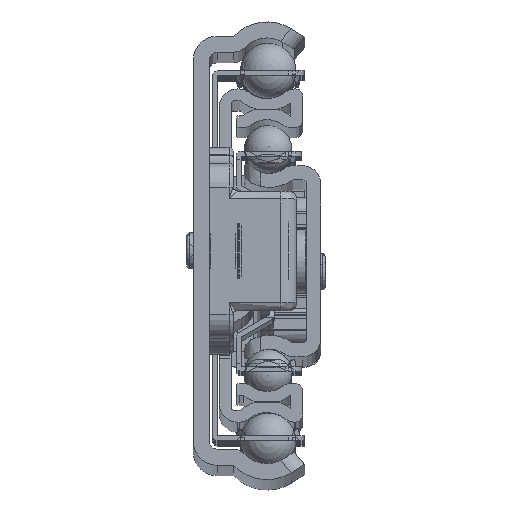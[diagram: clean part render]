
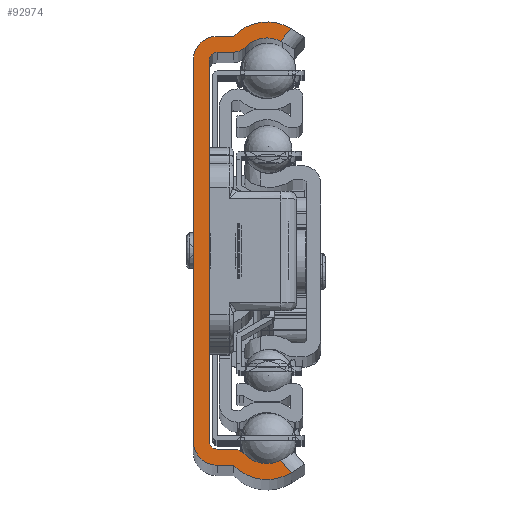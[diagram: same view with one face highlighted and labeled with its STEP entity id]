
A CAD part, top view. The second image highlights one B-rep face of the part: STEP entity #92974.
In plain terms, the highlighted planar face has unit normal (0, 0, 1).
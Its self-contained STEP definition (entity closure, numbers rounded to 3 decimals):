
#5807=PLANE('',#98287);
#8439=LINE('',#132122,#15253);
#8461=LINE('',#132210,#15275);
#8469=LINE('',#132256,#15283);
#8480=LINE('',#132316,#15294);
#8484=LINE('',#132328,#15298);
#8488=LINE('',#132340,#15302);
#8493=LINE('',#132357,#15307);
#8497=LINE('',#132371,#15311);
#15253=VECTOR('',#107568,10.);
#15275=VECTOR('',#107656,10.);
#15283=VECTOR('',#107686,10.);
#15294=VECTOR('',#107733,10.);
#15298=VECTOR('',#107745,10.);
#15302=VECTOR('',#107757,10.);
#15307=VECTOR('',#107778,10.);
#15311=VECTOR('',#107796,10.);
#23114=FACE_OUTER_BOUND('',#27867,.T.);
#27867=EDGE_LOOP('',(#62237,#62238,#62239,#62240,#62241,#62242,#62243,#62244,
#62245,#62246,#62247,#62248,#62249,#62250,#62251,#62252,#62253,#62254));
#32801=CIRCLE('',#98239,5.8);
#32803=CIRCLE('',#98248,3.8);
#32804=CIRCLE('',#98258,3.8);
#32806=CIRCLE('',#98261,2.);
#32808=CIRCLE('',#98265,1.);
#32810=CIRCLE('',#98269,1.);
#32812=CIRCLE('',#98273,2.);
#32814=CIRCLE('',#98277,5.8);
#32816=CIRCLE('',#98281,3.);
#32818=CIRCLE('',#98284,3.);
#36647=VERTEX_POINT('',#132120);
#36648=VERTEX_POINT('',#132121);
#36676=VERTEX_POINT('',#132204);
#36677=VERTEX_POINT('',#132209);
#36684=VERTEX_POINT('',#132231);
#36691=VERTEX_POINT('',#132250);
#36692=VERTEX_POINT('',#132255);
#36696=VERTEX_POINT('',#132271);
#36703=VERTEX_POINT('',#132303);
#36705=VERTEX_POINT('',#132309);
#36707=VERTEX_POINT('',#132315);
#36709=VERTEX_POINT('',#132321);
#36711=VERTEX_POINT('',#132327);
#36713=VERTEX_POINT('',#132333);
#36715=VERTEX_POINT('',#132339);
#36717=VERTEX_POINT('',#132350);
#36719=VERTEX_POINT('',#132356);
#36721=VERTEX_POINT('',#132365);
#46609=EDGE_CURVE('',#36647,#36648,#8439,.T.);
#46652=EDGE_CURVE('',#36676,#36677,#8461,.T.);
#46661=EDGE_CURVE('',#36684,#36676,#32801,.T.);
#46670=EDGE_CURVE('',#36691,#36692,#8469,.T.);
#46676=EDGE_CURVE('',#36696,#36691,#32803,.T.);
#46688=EDGE_CURVE('',#36677,#36703,#32804,.T.);
#46691=EDGE_CURVE('',#36703,#36705,#32806,.T.);
#46694=EDGE_CURVE('',#36705,#36707,#8480,.T.);
#46697=EDGE_CURVE('',#36707,#36709,#32808,.T.);
#46700=EDGE_CURVE('',#36709,#36711,#8484,.T.);
#46703=EDGE_CURVE('',#36711,#36713,#32810,.T.);
#46706=EDGE_CURVE('',#36713,#36715,#8488,.T.);
#46709=EDGE_CURVE('',#36715,#36696,#32812,.T.);
#46712=EDGE_CURVE('',#36692,#36717,#32814,.T.);
#46715=EDGE_CURVE('',#36717,#36719,#8493,.T.);
#46718=EDGE_CURVE('',#36719,#36647,#32816,.T.);
#46720=EDGE_CURVE('',#36648,#36721,#32818,.T.);
#46723=EDGE_CURVE('',#36721,#36684,#8497,.T.);
#62237=ORIENTED_EDGE('',*,*,#46652,.F.);
#62238=ORIENTED_EDGE('',*,*,#46661,.F.);
#62239=ORIENTED_EDGE('',*,*,#46723,.F.);
#62240=ORIENTED_EDGE('',*,*,#46720,.F.);
#62241=ORIENTED_EDGE('',*,*,#46609,.F.);
#62242=ORIENTED_EDGE('',*,*,#46718,.F.);
#62243=ORIENTED_EDGE('',*,*,#46715,.F.);
#62244=ORIENTED_EDGE('',*,*,#46712,.F.);
#62245=ORIENTED_EDGE('',*,*,#46670,.F.);
#62246=ORIENTED_EDGE('',*,*,#46676,.F.);
#62247=ORIENTED_EDGE('',*,*,#46709,.F.);
#62248=ORIENTED_EDGE('',*,*,#46706,.F.);
#62249=ORIENTED_EDGE('',*,*,#46703,.F.);
#62250=ORIENTED_EDGE('',*,*,#46700,.F.);
#62251=ORIENTED_EDGE('',*,*,#46697,.F.);
#62252=ORIENTED_EDGE('',*,*,#46694,.F.);
#62253=ORIENTED_EDGE('',*,*,#46691,.F.);
#62254=ORIENTED_EDGE('',*,*,#46688,.F.);
#92974=ADVANCED_FACE('',(#23114),#5807,.T.);
#98239=AXIS2_PLACEMENT_3D('',#132233,#107668,#107669);
#98248=AXIS2_PLACEMENT_3D('',#132273,#107693,#107694);
#98258=AXIS2_PLACEMENT_3D('',#132304,#107719,#107720);
#98261=AXIS2_PLACEMENT_3D('',#132310,#107726,#107727);
#98265=AXIS2_PLACEMENT_3D('',#132322,#107738,#107739);
#98269=AXIS2_PLACEMENT_3D('',#132334,#107750,#107751);
#98273=AXIS2_PLACEMENT_3D('',#132345,#107762,#107763);
#98277=AXIS2_PLACEMENT_3D('',#132351,#107771,#107772);
#98281=AXIS2_PLACEMENT_3D('',#132362,#107783,#107784);
#98284=AXIS2_PLACEMENT_3D('',#132366,#107789,#107790);
#98287=AXIS2_PLACEMENT_3D('',#132373,#107798,#107799);
#107568=DIRECTION('',(0.,1.,0.));
#107656=DIRECTION('',(-0.653,-0.757,0.));
#107668=DIRECTION('center_axis',(0.,0.,-1.));
#107669=DIRECTION('ref_axis',(-0.525,-0.851,0.));
#107686=DIRECTION('',(0.653,-0.757,0.));
#107693=DIRECTION('center_axis',(0.,0.,1.));
#107694=DIRECTION('ref_axis',(-0.724,-0.69,0.));
#107719=DIRECTION('center_axis',(0.,0.,1.));
#107720=DIRECTION('ref_axis',(0.525,0.851,0.));
#107726=DIRECTION('center_axis',(0.,0.,-1.));
#107727=DIRECTION('ref_axis',(0.,1.,0.));
#107733=DIRECTION('',(-1.,0.,0.));
#107738=DIRECTION('center_axis',(0.,0.,1.));
#107739=DIRECTION('ref_axis',(0.,1.,0.));
#107745=DIRECTION('',(0.,-1.,0.));
#107750=DIRECTION('center_axis',(0.,0.,1.));
#107751=DIRECTION('ref_axis',(-1.,0.,0.));
#107757=DIRECTION('',(1.,0.,0.));
#107762=DIRECTION('center_axis',(0.,0.,-1.));
#107763=DIRECTION('ref_axis',(-0.724,-0.69,0.));
#107771=DIRECTION('center_axis',(0.,0.,-1.));
#107772=DIRECTION('ref_axis',(0.724,0.69,0.));
#107778=DIRECTION('',(-1.,0.,0.));
#107783=DIRECTION('center_axis',(0.,0.,-1.));
#107784=DIRECTION('ref_axis',(1.,0.,0.));
#107789=DIRECTION('center_axis',(0.,0.,-1.));
#107790=DIRECTION('ref_axis',(0.,-1.,0.));
#107796=DIRECTION('',(1.,0.,0.));
#107798=DIRECTION('center_axis',(0.,0.,1.));
#107799=DIRECTION('ref_axis',(1.,0.,0.));
#132120=CARTESIAN_POINT('',(-9.25,-23.9,750.));
#132121=CARTESIAN_POINT('',(-9.25,23.9,750.));
#132122=CARTESIAN_POINT('',(-9.25,-23.9,750.));
#132204=CARTESIAN_POINT('',(3.027,27.848,750.));
#132209=CARTESIAN_POINT('',(1.693,26.302,750.));
#132210=CARTESIAN_POINT('',(-5.642,17.798,750.));
#132231=CARTESIAN_POINT('',(-4.2,26.9,750.));
#132233=CARTESIAN_POINT('Origin',(0.,22.9,
750.));
#132250=CARTESIAN_POINT('',(1.693,-26.302,750.));
#132255=CARTESIAN_POINT('',(3.027,-27.848,750.));
#132256=CARTESIAN_POINT('',(-6.304,-17.031,750.));
#132271=CARTESIAN_POINT('',(-2.752,-25.521,750.));
#132273=CARTESIAN_POINT('Origin',(0.,-22.9,
750.));
#132303=CARTESIAN_POINT('',(-2.752,25.521,750.));
#132304=CARTESIAN_POINT('Origin',(0.,22.9,
750.));
#132309=CARTESIAN_POINT('',(-4.2,24.9,750.));
#132310=CARTESIAN_POINT('Origin',(-4.2,26.9,750.));
#132315=CARTESIAN_POINT('',(-6.25,24.9,750.));
#132316=CARTESIAN_POINT('',(-4.2,24.9,750.));
#132321=CARTESIAN_POINT('',(-7.25,23.9,750.));
#132322=CARTESIAN_POINT('Origin',(-6.25,23.9,750.));
#132327=CARTESIAN_POINT('',(-7.25,-23.9,750.));
#132328=CARTESIAN_POINT('',(-7.25,23.9,750.));
#132333=CARTESIAN_POINT('',(-6.25,-24.9,750.));
#132334=CARTESIAN_POINT('Origin',(-6.25,-23.9,750.));
#132339=CARTESIAN_POINT('',(-4.2,-24.9,750.));
#132340=CARTESIAN_POINT('',(-6.25,-24.9,750.));
#132345=CARTESIAN_POINT('Origin',(-4.2,-26.9,750.));
#132350=CARTESIAN_POINT('',(-4.2,-26.9,750.));
#132351=CARTESIAN_POINT('Origin',(0.,-22.9,
750.));
#132356=CARTESIAN_POINT('',(-6.25,-26.9,750.));
#132357=CARTESIAN_POINT('',(-4.2,-26.9,750.));
#132362=CARTESIAN_POINT('Origin',(-6.25,-23.9,750.));
#132365=CARTESIAN_POINT('',(-6.25,26.9,750.));
#132366=CARTESIAN_POINT('Origin',(-6.25,23.9,750.));
#132371=CARTESIAN_POINT('',(-6.25,26.9,750.));
#132373=CARTESIAN_POINT('Origin',(-5.819,0.,
750.));
